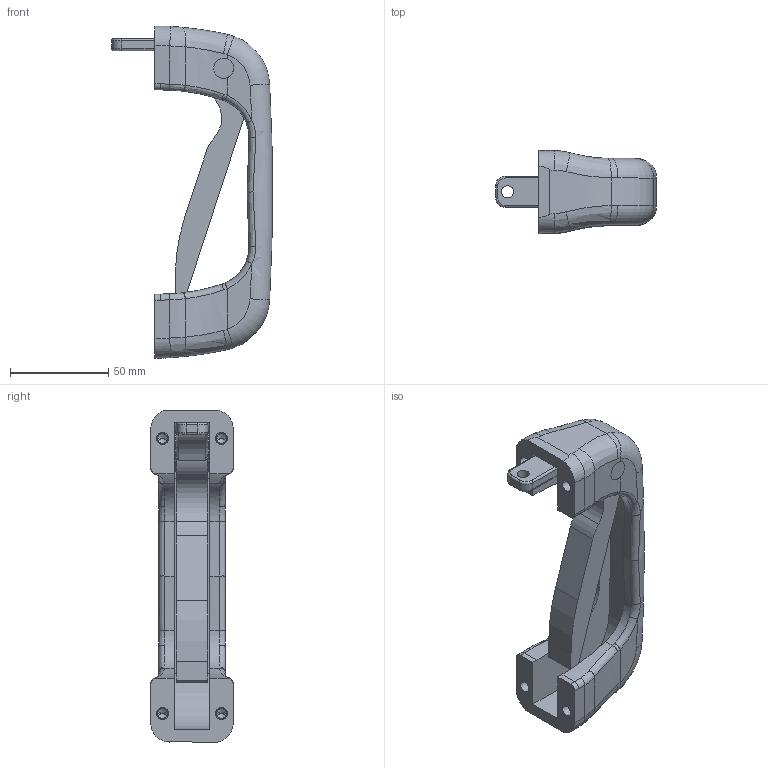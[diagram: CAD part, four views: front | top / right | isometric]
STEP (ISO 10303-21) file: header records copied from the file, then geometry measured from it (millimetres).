
FILE_DESCRIPTION (( 'STEP AP203' ), '1' );
FILE_NAME ('A-869-2.STEP', '2017-04-26T04:33:36', ( '' ), ( '' ), 'SwSTEP 2.0', 'SolidWorks 2014', '' );
FILE_SCHEMA (( 'CONFIG_CONTROL_DESIGN' ));
Length unit declared in the file: millimetre
Products named in the file (4): A-869-2ピン_; A-869-2; 本体カバー_; A-869-2トリガー_
Assembly tree (3 placements, depth 2):
  A-869-2
    本体カバー_
    A-869-2トリガー_
    A-869-2ピン_
Bounding box: 81.85 x 42 x 169 mm (x, y, z)
Volume: 130249.5 mm3; surface area: 45574.9 mm2
Topology: 3 solids, 3 shells, 199 faces, 485 edges, 294 vertices
Faces by surface type: cylinder 89, plane 42, bspline 32, torus 28, cone 8
Entity records: 7053 total; most frequent: CARTESIAN_POINT 2108, DIRECTION 971, ORIENTED_EDGE 954, EDGE_CURVE 477, AXIS2_PLACEMENT_3D 405, VERTEX_POINT 294, CIRCLE 232, EDGE_LOOP 217
